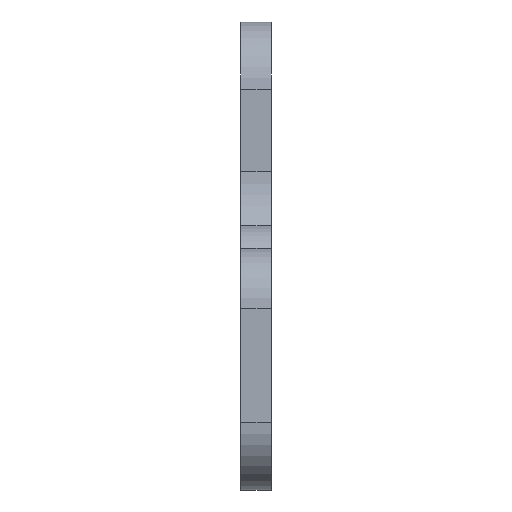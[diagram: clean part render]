
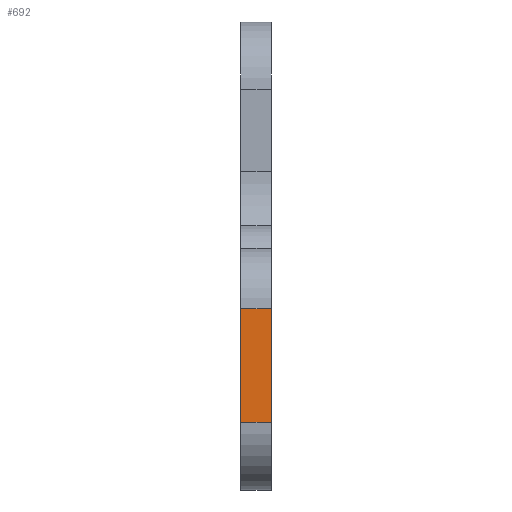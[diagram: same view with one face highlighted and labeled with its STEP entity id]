
A CAD part, left-side view. The second image highlights one B-rep face of the part: STEP entity #692.
In plain terms, the highlighted planar face has unit normal (-1, 0, 0).
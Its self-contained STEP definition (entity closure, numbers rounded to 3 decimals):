
#26=PLANE('',#758);
#54=FACE_OUTER_BOUND('',#90,.T.);
#90=EDGE_LOOP('',(#517,#518,#519,#520));
#144=LINE('',#1096,#214);
#145=LINE('',#1099,#215);
#146=LINE('',#1101,#216);
#147=LINE('',#1102,#217);
#214=VECTOR('',#888,10.);
#215=VECTOR('',#891,10.);
#216=VECTOR('',#892,10.);
#217=VECTOR('',#893,10.);
#317=VERTEX_POINT('',#1092);
#318=VERTEX_POINT('',#1094);
#319=VERTEX_POINT('',#1098);
#320=VERTEX_POINT('',#1100);
#400=EDGE_CURVE('',#317,#318,#144,.T.);
#401=EDGE_CURVE('',#319,#317,#145,.T.);
#402=EDGE_CURVE('',#320,#318,#146,.T.);
#403=EDGE_CURVE('',#319,#320,#147,.T.);
#517=ORIENTED_EDGE('',*,*,#401,.T.);
#518=ORIENTED_EDGE('',*,*,#400,.T.);
#519=ORIENTED_EDGE('',*,*,#402,.F.);
#520=ORIENTED_EDGE('',*,*,#403,.F.);
#692=ADVANCED_FACE('',(#54),#26,.T.);
#758=AXIS2_PLACEMENT_3D('',#1097,#889,#890);
#888=DIRECTION('',(0.,1.,0.));
#889=DIRECTION('center_axis',(-1.,0.,0.));
#890=DIRECTION('ref_axis',(0.,0.,1.));
#891=DIRECTION('',(0.,0.,1.));
#892=DIRECTION('',(0.,0.,1.));
#893=DIRECTION('',(0.,1.,0.));
#1092=CARTESIAN_POINT('',(89.619,-27.979,12.));
#1094=CARTESIAN_POINT('',(89.619,-25.979,12.));
#1096=CARTESIAN_POINT('',(89.619,-27.979,12.));
#1097=CARTESIAN_POINT('Origin',(89.619,-27.979,4.5));
#1098=CARTESIAN_POINT('',(89.619,-27.979,4.5));
#1099=CARTESIAN_POINT('',(89.619,-27.979,4.5));
#1100=CARTESIAN_POINT('',(89.619,-25.979,4.5));
#1101=CARTESIAN_POINT('',(89.619,-25.979,4.5));
#1102=CARTESIAN_POINT('',(89.619,-27.979,4.5));
